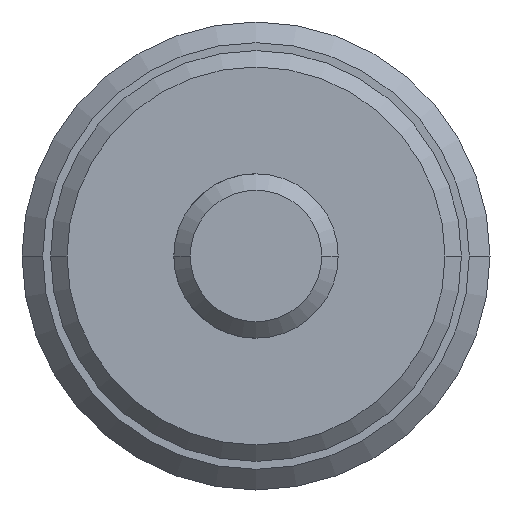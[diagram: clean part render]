
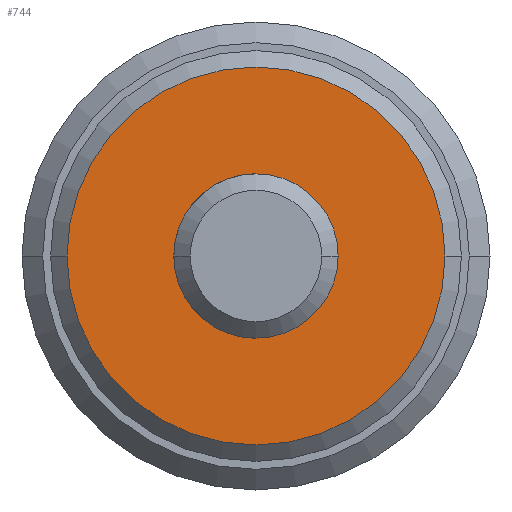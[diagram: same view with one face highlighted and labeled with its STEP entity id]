
A CAD part, left-side view. The second image highlights one B-rep face of the part: STEP entity #744.
In plain terms, the highlighted planar face has unit normal (-1, 0, 0).
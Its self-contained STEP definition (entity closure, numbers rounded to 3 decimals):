
#155=CARTESIAN_POINT('',(-10.,0.,0.));
#156=DIRECTION('',(-1.,0.,0.));
#157=DIRECTION('',(0.,1.,0.));
#158=AXIS2_PLACEMENT_3D('',#155,#156,#157);
#160=CARTESIAN_POINT('',(-10.,0.,0.));
#161=DIRECTION('',(-1.,0.,0.));
#162=DIRECTION('',(0.,-1.,0.));
#163=AXIS2_PLACEMENT_3D('',#160,#161,#162);
#183=CARTESIAN_POINT('',(-10.,0.,0.));
#184=DIRECTION('',(-1.,0.,0.));
#185=DIRECTION('',(0.,1.,0.));
#186=AXIS2_PLACEMENT_3D('',#183,#184,#185);
#275=CARTESIAN_POINT('',(-10.,0.,0.));
#276=DIRECTION('',(1.,0.,0.));
#277=DIRECTION('',(0.,1.,0.));
#278=AXIS2_PLACEMENT_3D('',#275,#276,#277);
#325=CARTESIAN_POINT('',(-10.,1.,0.));
#326=CARTESIAN_POINT('',(-10.,-1.,0.));
#327=VERTEX_POINT('',#325);
#328=VERTEX_POINT('',#326);
#329=CARTESIAN_POINT('',(-10.,2.3,0.));
#330=CARTESIAN_POINT('',(-10.,-2.3,0.));
#331=VERTEX_POINT('',#329);
#332=VERTEX_POINT('',#330);
#728=CARTESIAN_POINT('',(-10.,0.,0.));
#729=DIRECTION('',(1.,0.,0.));
#730=DIRECTION('',(0.,-1.,0.));
#731=AXIS2_PLACEMENT_3D('',#728,#729,#730);
#732=PLANE('',#731);
#733=ORIENTED_EDGE('',*,*,#711,.F.);
#735=ORIENTED_EDGE('',*,*,#734,.F.);
#736=EDGE_LOOP('',(#733,#735));
#737=FACE_OUTER_BOUND('',#736,.F.);
#739=ORIENTED_EDGE('',*,*,#738,.T.);
#741=ORIENTED_EDGE('',*,*,#740,.F.);
#742=EDGE_LOOP('',(#739,#741));
#743=FACE_BOUND('',#742,.F.);
#159=CIRCLE('',#158,2.3);
#164=CIRCLE('',#163,2.3);
#187=CIRCLE('',#186,1.);
#279=CIRCLE('',#278,1.);
#711=EDGE_CURVE('',#331,#332,#159,.T.);
#734=EDGE_CURVE('',#332,#331,#164,.T.);
#738=EDGE_CURVE('',#327,#328,#187,.T.);
#740=EDGE_CURVE('',#327,#328,#279,.T.);
#744=ADVANCED_FACE('',(#737,#743),#732,.F.);
